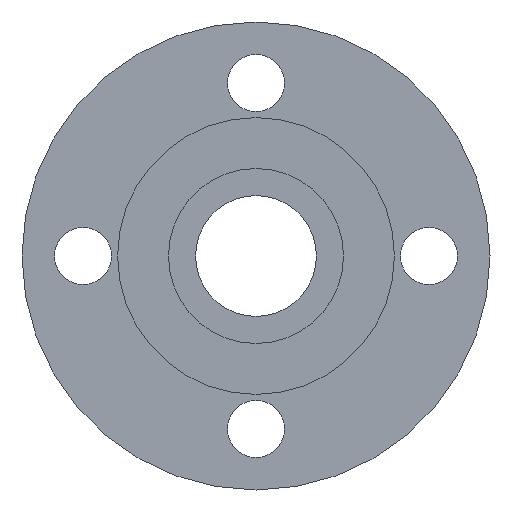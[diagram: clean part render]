
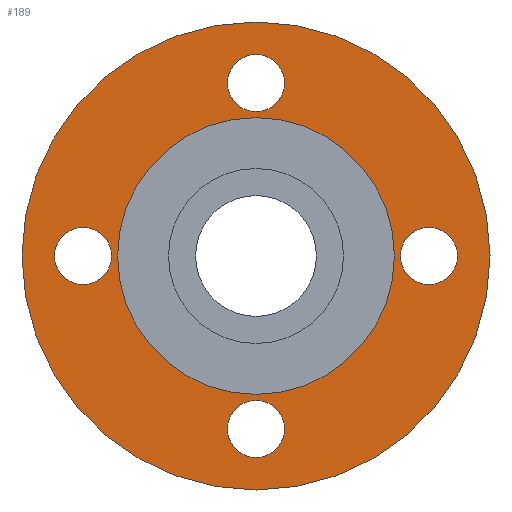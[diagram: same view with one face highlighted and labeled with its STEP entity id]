
A CAD part, front view. The second image highlights one B-rep face of the part: STEP entity #189.
In plain terms, the highlighted planar face has unit normal (0, -1, 0).
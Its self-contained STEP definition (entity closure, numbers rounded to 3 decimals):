
#1 = ORIENTED_EDGE ( 'NONE', *, *, #608, .T. ) ;
#4 = CIRCLE ( 'NONE', #613, 7. ) ;
#15 = CARTESIAN_POINT ( 'NONE',  ( 0., 2., 42.5 ) ) ;
#25 = ORIENTED_EDGE ( 'NONE', *, *, #779, .F. ) ;
#26 = EDGE_CURVE ( 'NONE', #585, #275, #365, .T. ) ;
#41 = ORIENTED_EDGE ( 'NONE', *, *, #491, .F. ) ;
#45 = ORIENTED_EDGE ( 'NONE', *, *, #96, .F. ) ;
#52 = CARTESIAN_POINT ( 'NONE',  ( 42.5, 2., 0. ) ) ;
#54 = VERTEX_POINT ( 'NONE', #835 ) ;
#57 = ORIENTED_EDGE ( 'NONE', *, *, #221, .F. ) ;
#62 = AXIS2_PLACEMENT_3D ( 'NONE', #364, #345, #214 ) ;
#71 = EDGE_LOOP ( 'NONE', ( #45, #405 ) ) ;
#73 = CARTESIAN_POINT ( 'NONE',  ( 0., 2., 35.5 ) ) ;
#79 = VERTEX_POINT ( 'NONE', #766 ) ;
#84 = EDGE_CURVE ( 'NONE', #822, #412, #584, .T. ) ;
#88 = AXIS2_PLACEMENT_3D ( 'NONE', #15, #562, #145 ) ;
#96 = EDGE_CURVE ( 'NONE', #357, #54, #193, .T. ) ;
#100 = EDGE_CURVE ( 'NONE', #864, #79, #612, .T. ) ;
#101 = DIRECTION ( 'NONE',  ( 0., 0., 1. ) ) ;
#108 = VERTEX_POINT ( 'NONE', #885 ) ;
#109 = DIRECTION ( 'NONE',  ( 0., 0., -1. ) ) ;
#111 = ORIENTED_EDGE ( 'NONE', *, *, #548, .F. ) ;
#119 = AXIS2_PLACEMENT_3D ( 'NONE', #172, #371, #586 ) ;
#123 = CARTESIAN_POINT ( 'NONE',  ( 42.5, 2., -7. ) ) ;
#125 = EDGE_CURVE ( 'NONE', #762, #108, #811, .T. ) ;
#128 = DIRECTION ( 'NONE',  ( 0., -1., 0. ) ) ;
#144 = CARTESIAN_POINT ( 'NONE',  ( 0., 2., 0. ) ) ;
#145 = DIRECTION ( 'NONE',  ( 0., 0., -1. ) ) ;
#163 = DIRECTION ( 'NONE',  ( 0., 0., -1. ) ) ;
#172 = CARTESIAN_POINT ( 'NONE',  ( 0., 2., -42.5 ) ) ;
#173 = FACE_BOUND ( 'NONE', #875, .T. ) ;
#175 = EDGE_CURVE ( 'NONE', #412, #822, #483, .T. ) ;
#187 = CARTESIAN_POINT ( 'NONE',  ( 0., 2., 34. ) ) ;
#189 = ADVANCED_FACE ( 'NONE', ( #583, #372, #173, #853, #783, #660 ), #647, .T. ) ;
#193 = CIRCLE ( 'NONE', #569, 7. ) ;
#208 = AXIS2_PLACEMENT_3D ( 'NONE', #306, #587, #576 ) ;
#214 = DIRECTION ( 'NONE',  ( 0., 0., -1. ) ) ;
#221 = EDGE_CURVE ( 'NONE', #108, #762, #4, .T. ) ;
#244 = DIRECTION ( 'NONE',  ( 0., -1., 0. ) ) ;
#249 = EDGE_LOOP ( 'NONE', ( #697, #1 ) ) ;
#268 = CIRCLE ( 'NONE', #503, 57.5 ) ;
#270 = EDGE_LOOP ( 'NONE', ( #789, #566 ) ) ;
#275 = VERTEX_POINT ( 'NONE', #123 ) ;
#276 = DIRECTION ( 'NONE',  ( 0., 1., 0. ) ) ;
#284 = DIRECTION ( 'NONE',  ( 0., -1., 0. ) ) ;
#306 = CARTESIAN_POINT ( 'NONE',  ( 0., 2., 42.5 ) ) ;
#307 = VERTEX_POINT ( 'NONE', #595 ) ;
#308 = AXIS2_PLACEMENT_3D ( 'NONE', #714, #572, #839 ) ;
#312 = CARTESIAN_POINT ( 'NONE',  ( 0., 2., 34. ) ) ;
#317 = CARTESIAN_POINT ( 'NONE',  ( -42.5, 2., 0. ) ) ;
#345 = DIRECTION ( 'NONE',  ( 0., -1., 0. ) ) ;
#357 = VERTEX_POINT ( 'NONE', #534 ) ;
#364 = CARTESIAN_POINT ( 'NONE',  ( 42.5, 2., 0. ) ) ;
#365 = CIRCLE ( 'NONE', #62, 7. ) ;
#371 = DIRECTION ( 'NONE',  ( 0., -1., 0. ) ) ;
#372 = FACE_BOUND ( 'NONE', #270, .T. ) ;
#386 = DIRECTION ( 'NONE',  ( 0., 0., -1. ) ) ;
#405 = ORIENTED_EDGE ( 'NONE', *, *, #635, .F. ) ;
#408 = AXIS2_PLACEMENT_3D ( 'NONE', #510, #651, #849 ) ;
#412 = VERTEX_POINT ( 'NONE', #73 ) ;
#434 = CARTESIAN_POINT ( 'NONE',  ( 0., 2., -42.5 ) ) ;
#440 = CIRCLE ( 'NONE', #119, 7. ) ;
#483 = CIRCLE ( 'NONE', #208, 7. ) ;
#491 = EDGE_CURVE ( 'NONE', #307, #629, #555, .T. ) ;
#503 = AXIS2_PLACEMENT_3D ( 'NONE', #781, #793, #856 ) ;
#504 = ORIENTED_EDGE ( 'NONE', *, *, #125, .F. ) ;
#510 = CARTESIAN_POINT ( 'NONE',  ( -42.5, 2., 0. ) ) ;
#534 = CARTESIAN_POINT ( 'NONE',  ( 0., 2., -49.5 ) ) ;
#537 = CARTESIAN_POINT ( 'NONE',  ( 0., 2., 49.5 ) ) ;
#548 = EDGE_CURVE ( 'NONE', #629, #307, #268, .T. ) ;
#555 = CIRCLE ( 'NONE', #669, 57.5 ) ;
#562 = DIRECTION ( 'NONE',  ( 0., -1., 0. ) ) ;
#566 = ORIENTED_EDGE ( 'NONE', *, *, #84, .F. ) ;
#569 = AXIS2_PLACEMENT_3D ( 'NONE', #434, #284, #831 ) ;
#572 = DIRECTION ( 'NONE',  ( 0., 1., 0. ) ) ;
#576 = DIRECTION ( 'NONE',  ( 0., 0., -1. ) ) ;
#583 = FACE_BOUND ( 'NONE', #618, .T. ) ;
#584 = CIRCLE ( 'NONE', #88, 7. ) ;
#585 = VERTEX_POINT ( 'NONE', #713 ) ;
#586 = DIRECTION ( 'NONE',  ( 0., 0., -1. ) ) ;
#587 = DIRECTION ( 'NONE',  ( 0., -1., 0. ) ) ;
#595 = CARTESIAN_POINT ( 'NONE',  ( 0., 2., 57.5 ) ) ;
#608 = EDGE_CURVE ( 'NONE', #79, #864, #644, .T. ) ;
#612 = CIRCLE ( 'NONE', #308, 34. ) ;
#613 = AXIS2_PLACEMENT_3D ( 'NONE', #317, #244, #386 ) ;
#618 = EDGE_LOOP ( 'NONE', ( #25, #724 ) ) ;
#629 = VERTEX_POINT ( 'NONE', #716 ) ;
#632 = DIRECTION ( 'NONE',  ( 0., 0., 1. ) ) ;
#635 = EDGE_CURVE ( 'NONE', #54, #357, #440, .T. ) ;
#644 = CIRCLE ( 'NONE', #658, 34. ) ;
#647 = PLANE ( 'NONE',  #876 ) ;
#651 = DIRECTION ( 'NONE',  ( 0., -1., 0. ) ) ;
#658 = AXIS2_PLACEMENT_3D ( 'NONE', #725, #790, #101 ) ;
#660 = FACE_OUTER_BOUND ( 'NONE', #858, .T. ) ;
#669 = AXIS2_PLACEMENT_3D ( 'NONE', #144, #276, #632 ) ;
#697 = ORIENTED_EDGE ( 'NONE', *, *, #100, .T. ) ;
#713 = CARTESIAN_POINT ( 'NONE',  ( 42.5, 2., 7. ) ) ;
#714 = CARTESIAN_POINT ( 'NONE',  ( 0., 2., 0. ) ) ;
#716 = CARTESIAN_POINT ( 'NONE',  ( 0., 2., -57.5 ) ) ;
#724 = ORIENTED_EDGE ( 'NONE', *, *, #26, .F. ) ;
#725 = CARTESIAN_POINT ( 'NONE',  ( 0., 2., 0. ) ) ;
#762 = VERTEX_POINT ( 'NONE', #860 ) ;
#766 = CARTESIAN_POINT ( 'NONE',  ( 0., 2., -34. ) ) ;
#779 = EDGE_CURVE ( 'NONE', #275, #585, #865, .T. ) ;
#781 = CARTESIAN_POINT ( 'NONE',  ( 0., 2., 0. ) ) ;
#783 = FACE_BOUND ( 'NONE', #249, .T. ) ;
#789 = ORIENTED_EDGE ( 'NONE', *, *, #175, .F. ) ;
#790 = DIRECTION ( 'NONE',  ( 0., 1., 0. ) ) ;
#793 = DIRECTION ( 'NONE',  ( 0., 1., 0. ) ) ;
#797 = DIRECTION ( 'NONE',  ( 0., -1., 0. ) ) ;
#811 = CIRCLE ( 'NONE', #408, 7. ) ;
#822 = VERTEX_POINT ( 'NONE', #537 ) ;
#824 = AXIS2_PLACEMENT_3D ( 'NONE', #52, #128, #109 ) ;
#831 = DIRECTION ( 'NONE',  ( 0., 0., -1. ) ) ;
#835 = CARTESIAN_POINT ( 'NONE',  ( 0., 2., -35.5 ) ) ;
#839 = DIRECTION ( 'NONE',  ( 0., 0., 1. ) ) ;
#849 = DIRECTION ( 'NONE',  ( 0., 0., -1. ) ) ;
#853 = FACE_BOUND ( 'NONE', #71, .T. ) ;
#856 = DIRECTION ( 'NONE',  ( 0., 0., 1. ) ) ;
#858 = EDGE_LOOP ( 'NONE', ( #41, #111 ) ) ;
#860 = CARTESIAN_POINT ( 'NONE',  ( -42.5, 2., 7. ) ) ;
#864 = VERTEX_POINT ( 'NONE', #187 ) ;
#865 = CIRCLE ( 'NONE', #824, 7. ) ;
#875 = EDGE_LOOP ( 'NONE', ( #57, #504 ) ) ;
#876 = AXIS2_PLACEMENT_3D ( 'NONE', #312, #797, #163 ) ;
#885 = CARTESIAN_POINT ( 'NONE',  ( -42.5, 2., -7. ) ) ;
